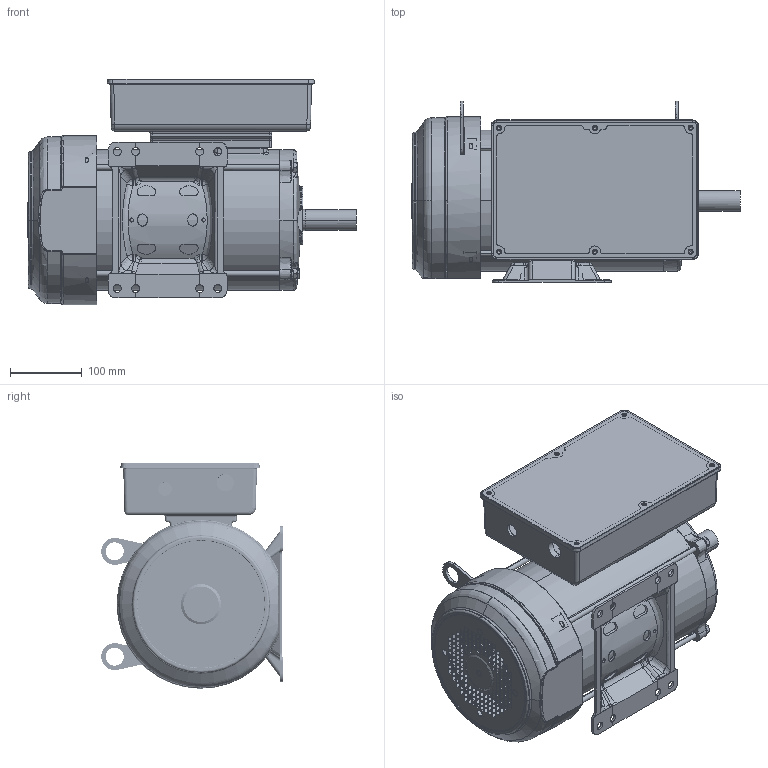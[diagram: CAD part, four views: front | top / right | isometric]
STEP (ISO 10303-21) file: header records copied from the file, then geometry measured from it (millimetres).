
FILE_DESCRIPTION (( 'STEP AP214' ), '1' );
FILE_NAME ('MTF2-002-1B18-182.STEP', '2020-07-08T15:09:04', ( '' ), ( '' ), 'SwSTEP 2.0', 'SolidWorks 2017', '' );
FILE_SCHEMA (( 'AUTOMOTIVE_DESIGN' ));
Length unit declared in the file: inch
Products named in the file (1): MTF2-002-1B18-182
Bounding box: 455.98 x 252.23 x 313 mm (x, y, z)
Volume: 2607149.1 mm3; surface area: 1282883.9 mm2
Topology: 23 solids, 23 shells, 3304 faces, 8673 edges, 5360 vertices
Faces by surface type: plane 1074, cylinder 905, bspline 783, cone 289, torus 225, sphere 28
Entity records: 150376 total; most frequent: CARTESIAN_POINT 76734, ORIENTED_EDGE 17142, DIRECTION 12793, EDGE_CURVE 8571, VERTEX_POINT 5360, AXIS2_PLACEMENT_3D 4454, LINE 3885, VECTOR 3885
